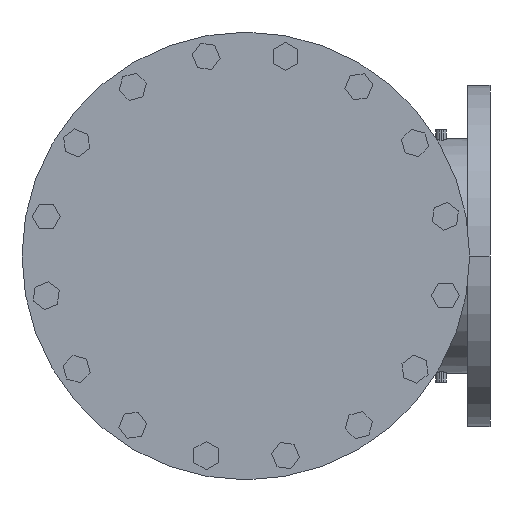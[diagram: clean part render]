
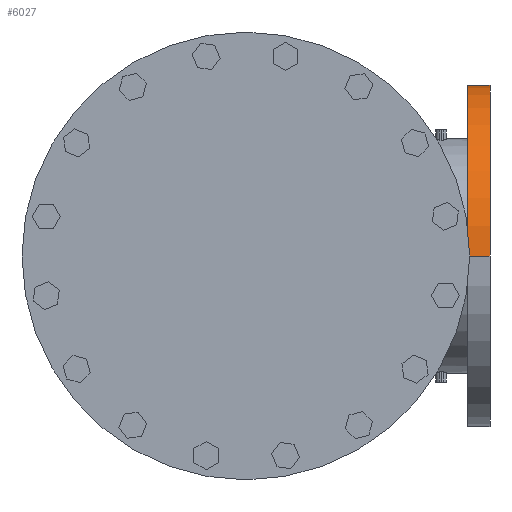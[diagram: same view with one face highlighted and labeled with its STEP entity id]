
A CAD part, left-side view. The second image highlights one B-rep face of the part: STEP entity #6027.
In plain terms, the highlighted cylindrical face has radius 266.7 mm (diameter 533.4 mm), a partial arc.
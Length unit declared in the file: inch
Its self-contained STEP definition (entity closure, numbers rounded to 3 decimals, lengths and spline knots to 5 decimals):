
#307 = VERTEX_POINT ( 'NONE', #26230 ) ;
#776 = ORIENTED_EDGE ( 'NONE', *, *, #25188, .F. ) ;
#973 = VERTEX_POINT ( 'NONE', #26204 ) ;
#1103 = DIRECTION ( 'NONE',  ( 0., -1., 0. ) ) ;
#1427 = DIRECTION ( 'NONE',  ( 0., -1., 0. ) ) ;
#2846 = CARTESIAN_POINT ( 'NONE',  ( 27.36049, -15., 0. ) ) ;
#3630 = DIRECTION ( 'NONE',  ( 1., 0., 0. ) ) ;
#4143 = AXIS2_PLACEMENT_3D ( 'NONE', #9490, #1103, #21843 ) ;
#4707 = VECTOR ( 'NONE', #14894, 39.37008 ) ;
#5033 = AXIS2_PLACEMENT_3D ( 'NONE', #14804, #6233, #6412 ) ;
#6027 = ADVANCED_FACE ( 'NONE', ( #17654 ), #16990, .T. ) ;
#6233 = DIRECTION ( 'NONE',  ( 0., 1., 0. ) ) ;
#6412 = DIRECTION ( 'NONE',  ( -1., 0., 0. ) ) ;
#6925 = AXIS2_PLACEMENT_3D ( 'NONE', #7783, #1427, #3630 ) ;
#7453 = LINE ( 'NONE', #25461, #16016 ) ;
#7783 = CARTESIAN_POINT ( 'NONE',  ( 16.86049, -15., 0. ) ) ;
#7908 = CIRCLE ( 'NONE', #4143, 10.5 ) ;
#8931 = CIRCLE ( 'NONE', #6925, 10.5 ) ;
#9490 = CARTESIAN_POINT ( 'NONE',  ( 16.86049, -13.62, 0. ) ) ;
#9626 = ORIENTED_EDGE ( 'NONE', *, *, #22320, .F. ) ;
#13625 = ORIENTED_EDGE ( 'NONE', *, *, #24219, .T. ) ;
#14396 = VERTEX_POINT ( 'NONE', #18061 ) ;
#14804 = CARTESIAN_POINT ( 'NONE',  ( 16.86049, -15., 0. ) ) ;
#14894 = DIRECTION ( 'NONE',  ( 0., 1., 0. ) ) ;
#16016 = VECTOR ( 'NONE', #23242, 39.37008 ) ;
#16990 = CYLINDRICAL_SURFACE ( 'NONE', #5033, 10.5 ) ;
#17654 = FACE_OUTER_BOUND ( 'NONE', #26973, .T. ) ;
#18061 = CARTESIAN_POINT ( 'NONE',  ( 6.36049, -15., 0. ) ) ;
#18551 = LINE ( 'NONE', #21182, #4707 ) ;
#19368 = VERTEX_POINT ( 'NONE', #2846 ) ;
#20902 = EDGE_CURVE ( 'NONE', #307, #973, #7908, .T. ) ;
#21182 = CARTESIAN_POINT ( 'NONE',  ( 27.36049, -15., 0. ) ) ;
#21843 = DIRECTION ( 'NONE',  ( 1., 0., 0. ) ) ;
#22320 = EDGE_CURVE ( 'NONE', #14396, #973, #7453, .T. ) ;
#22820 = ORIENTED_EDGE ( 'NONE', *, *, #20902, .T. ) ;
#23242 = DIRECTION ( 'NONE',  ( 0., 1., 0. ) ) ;
#24219 = EDGE_CURVE ( 'NONE', #19368, #307, #18551, .T. ) ;
#25188 = EDGE_CURVE ( 'NONE', #19368, #14396, #8931, .T. ) ;
#25461 = CARTESIAN_POINT ( 'NONE',  ( 6.36049, -15., 0. ) ) ;
#26204 = CARTESIAN_POINT ( 'NONE',  ( 6.36049, -13.62, 0. ) ) ;
#26230 = CARTESIAN_POINT ( 'NONE',  ( 27.36049, -13.62, 0. ) ) ;
#26973 = EDGE_LOOP ( 'NONE', ( #776, #13625, #22820, #9626 ) ) ;
